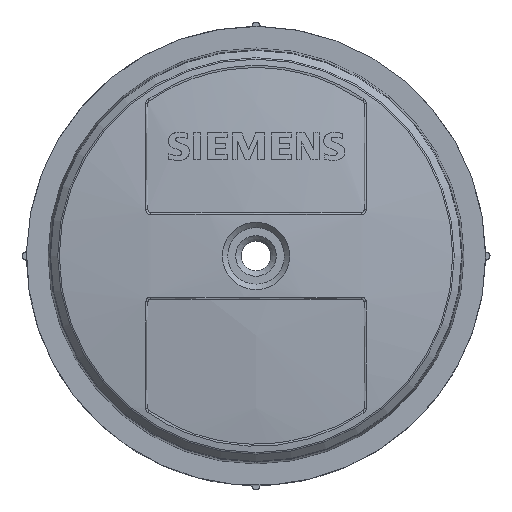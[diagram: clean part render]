
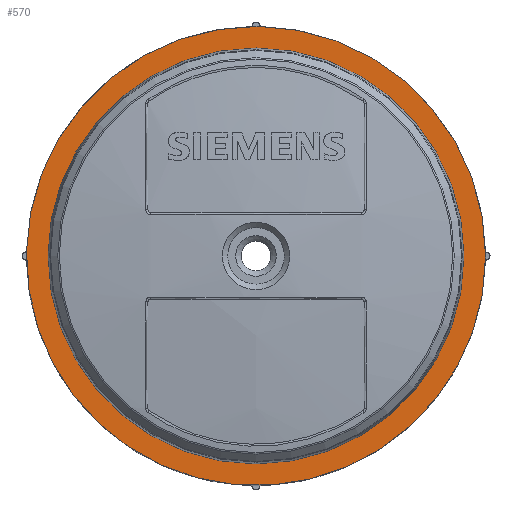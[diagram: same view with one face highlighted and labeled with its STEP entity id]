
A CAD part, top view. The second image highlights one B-rep face of the part: STEP entity #570.
In plain terms, the highlighted planar face has unit normal (0, 0, 1).
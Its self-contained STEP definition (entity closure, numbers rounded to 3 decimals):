
#382=PLANE('',#2521);
#440=FACE_BOUND('',#868,.T.);
#441=FACE_BOUND('',#869,.T.);
#477=CIRCLE('',#2502,38.5);
#482=CIRCLE('',#2511,42.5);
#570=ADVANCED_FACE('',(#440,#441),#382,.F.);
#868=EDGE_LOOP('',(#1079));
#869=EDGE_LOOP('',(#1080));
#1079=ORIENTED_EDGE('',*,*,#2026,.F.);
#1080=ORIENTED_EDGE('',*,*,#2031,.F.);
#1780=VERTEX_POINT('',#3823);
#1785=VERTEX_POINT('',#3837);
#2026=EDGE_CURVE('',#1780,#1780,#477,.T.);
#2031=EDGE_CURVE('',#1785,#1785,#482,.T.);
#2502=AXIS2_PLACEMENT_3D('',#3822,#2694,#2695);
#2511=AXIS2_PLACEMENT_3D('',#3836,#2712,#2713);
#2521=AXIS2_PLACEMENT_3D('',#3871,#2740,#2741);
#2694=DIRECTION('',(0.,0.,1.));
#2695=DIRECTION('',(-1.,0.,0.));
#2712=DIRECTION('',(0.,0.,-1.));
#2713=DIRECTION('',(1.,0.,0.));
#2740=DIRECTION('',(0.,0.,-1.));
#2741=DIRECTION('',(1.,0.,0.));
#3822=CARTESIAN_POINT('',(0.,0.,8.2));
#3823=CARTESIAN_POINT('',(-38.5,0.,8.2));
#3836=CARTESIAN_POINT('',(0.,0.,8.2));
#3837=CARTESIAN_POINT('',(42.5,0.,8.2));
#3871=CARTESIAN_POINT('',(38.5,0.,8.2));
